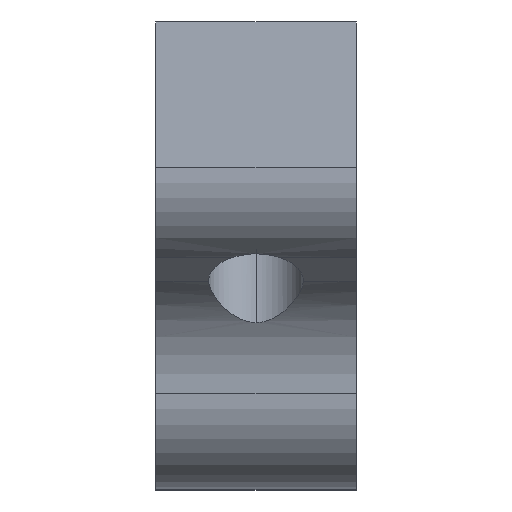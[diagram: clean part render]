
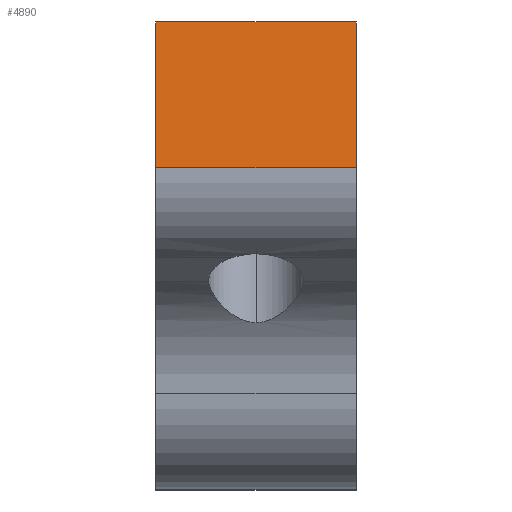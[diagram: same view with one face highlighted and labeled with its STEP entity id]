
A CAD part, front view. The second image highlights one B-rep face of the part: STEP entity #4890.
In plain terms, the highlighted planar face has unit normal (0, -0.998, 0.07).
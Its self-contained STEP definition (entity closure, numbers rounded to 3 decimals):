
#50=DIRECTION('',(0.,-0.07,-0.998));
#51=VECTOR('',#50,8.);
#52=CARTESIAN_POINT('',(-5.5,-13.077,20.429));
#53=LINE('',#52,#51);
#350=DIRECTION('',(0.,-0.07,-0.998));
#351=VECTOR('',#350,8.);
#352=CARTESIAN_POINT('',(5.5,-13.077,20.429));
#353=LINE('',#352,#351);
#1281=DIRECTION('',(1.,0.,0.));
#1282=VECTOR('',#1281,11.);
#1283=CARTESIAN_POINT('',(-5.5,-13.635,12.448));
#1284=LINE('',#1283,#1282);
#1293=DIRECTION('',(1.,0.,0.));
#1294=VECTOR('',#1293,11.);
#1295=CARTESIAN_POINT('',(-5.5,-13.077,20.429));
#1296=LINE('',#1295,#1294);
#2999=CARTESIAN_POINT('',(-5.5,-13.077,20.429));
#3000=VERTEX_POINT('',#2999);
#3001=CARTESIAN_POINT('',(-5.5,-13.635,12.448));
#3002=VERTEX_POINT('',#3001);
#3055=CARTESIAN_POINT('',(5.5,-13.077,20.429));
#3056=VERTEX_POINT('',#3055);
#3057=CARTESIAN_POINT('',(5.5,-13.635,12.448));
#3058=VERTEX_POINT('',#3057);
#4879=CARTESIAN_POINT('',(-5.5,-13.077,20.429));
#4880=DIRECTION('',(0.,-0.998,0.07));
#4881=DIRECTION('',(0.,-0.07,-0.998));
#4882=AXIS2_PLACEMENT_3D('',#4879,#4880,#4881);
#4883=PLANE('',#4882);
#4884=ORIENTED_EDGE('',*,*,#3960,.F.);
#4885=ORIENTED_EDGE('',*,*,#4203,.T.);
#4886=ORIENTED_EDGE('',*,*,#4358,.T.);
#4887=ORIENTED_EDGE('',*,*,#4858,.F.);
#4888=EDGE_LOOP('',(#4884,#4885,#4886,#4887));
#4889=FACE_OUTER_BOUND('',#4888,.F.);
#4890=ADVANCED_FACE('',(#4889),#4883,.T.);
#3960=EDGE_CURVE('',#3000,#3002,#53,.T.);
#4203=EDGE_CURVE('',#3000,#3056,#1296,.T.);
#4358=EDGE_CURVE('',#3056,#3058,#353,.T.);
#4858=EDGE_CURVE('',#3002,#3058,#1284,.T.);
